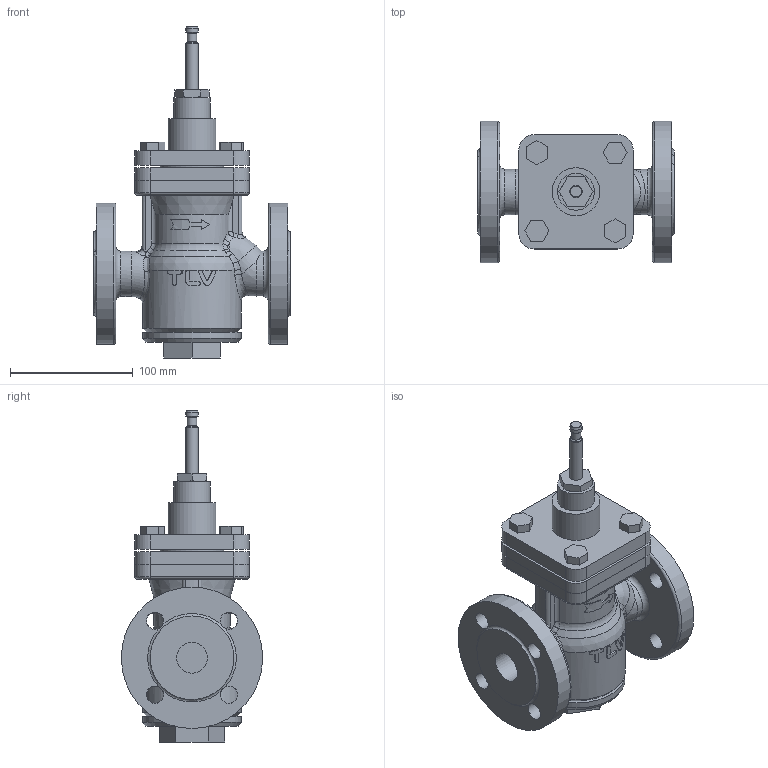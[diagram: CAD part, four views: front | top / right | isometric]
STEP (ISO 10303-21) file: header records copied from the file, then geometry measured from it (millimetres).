
FILE_DESCRIPTION(/* description */ (''),/* implementation_level */ '2;1');
FILE_NAME(/* name */ 'cvsr0-025-e0025-01.stp',/* time_stamp */ '2018-08-23T09:24:36+09:00',/* author */ ('nakaot'),/* organization */ (''),/* preprocessor_version */ 'ST-DEVELOPER v15.6',/* originating_system */ 'Autodesk Inventor 2015',/* authorisation */ '');
FILE_SCHEMA (('CONFIG_CONTROL_DESIGN'));
Length unit declared in the file: millimetre
Products named in the file (1): cvsr0-025-e0025-01
Bounding box: 160 x 115 x 270 mm (x, y, z)
Volume: 1256369.7 mm3; surface area: 154507 mm2
Topology: 1 solids, 1 shells, 286 faces, 742 edges, 471 vertices
Faces by surface type: plane 107, bspline 82, cylinder 64, torus 17, cone 16
Full cylindrical faces by diameter (mm): 7.5 x1, 9.95 x2, 14 x8, 25 x2, 30 x1, 37 x2, 39 x1, 52 x1, 68.624 x1, 80 x2, 115 x2
Entity records: 10447 total; most frequent: CARTESIAN_POINT 4117, ORIENTED_EDGE 1382, DIRECTION 1122, EDGE_CURVE 691, VERTEX_POINT 458, AXIS2_PLACEMENT_3D 426, EDGE_LOOP 353, FACE_OUTER_BOUND 286
